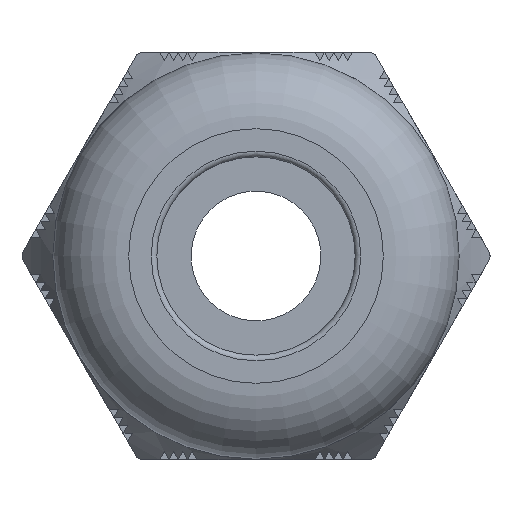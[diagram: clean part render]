
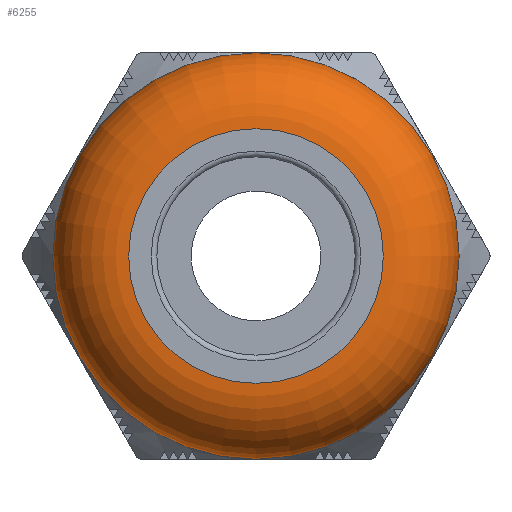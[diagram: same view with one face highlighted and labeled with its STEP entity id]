
A CAD part, left-side view. The second image highlights one B-rep face of the part: STEP entity #6255.
In plain terms, the highlighted toroidal (fillet/blend) face has major radius 6.87 mm and minor radius 4.09 mm.
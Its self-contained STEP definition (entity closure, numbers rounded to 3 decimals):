
#34=TOROIDAL_SURFACE('',#6669,6.87,4.09);
#396=FACE_BOUND('',#1921,.T.);
#1572=FACE_OUTER_BOUND('',#1920,.T.);
#1920=EDGE_LOOP('',(#4809));
#1921=EDGE_LOOP('',(#4810));
#2173=CIRCLE('',#6556,6.87);
#2175=CIRCLE('',#6670,10.96);
#2739=VERTEX_POINT('',#10834);
#2741=VERTEX_POINT('',#11374);
#3377=EDGE_CURVE('',#2739,#2739,#2173,.T.);
#3479=EDGE_CURVE('',#2741,#2741,#2175,.T.);
#4809=ORIENTED_EDGE('',*,*,#3479,.F.);
#4810=ORIENTED_EDGE('',*,*,#3377,.T.);
#6255=ADVANCED_FACE('',(#1572,#396),#34,.T.);
#6556=AXIS2_PLACEMENT_3D('',#10835,#7369,#7370);
#6669=AXIS2_PLACEMENT_3D('',#11373,#7694,#7695);
#6670=AXIS2_PLACEMENT_3D('',#11375,#7696,#7697);
#7369=DIRECTION('center_axis',(1.,0.,0.));
#7370=DIRECTION('ref_axis',(0.,0.,-1.));
#7694=DIRECTION('center_axis',(1.,0.,0.));
#7695=DIRECTION('ref_axis',(0.,0.,-1.));
#7696=DIRECTION('center_axis',(1.,0.,0.));
#7697=DIRECTION('ref_axis',(0.,0.,-1.));
#10834=CARTESIAN_POINT('',(-17.12,6.87,0.));
#10835=CARTESIAN_POINT('Origin',(-17.12,0.,0.));
#11373=CARTESIAN_POINT('Origin',(-13.03,0.,0.));
#11374=CARTESIAN_POINT('',(-13.03,10.96,0.));
#11375=CARTESIAN_POINT('Origin',(-13.03,0.,0.));
